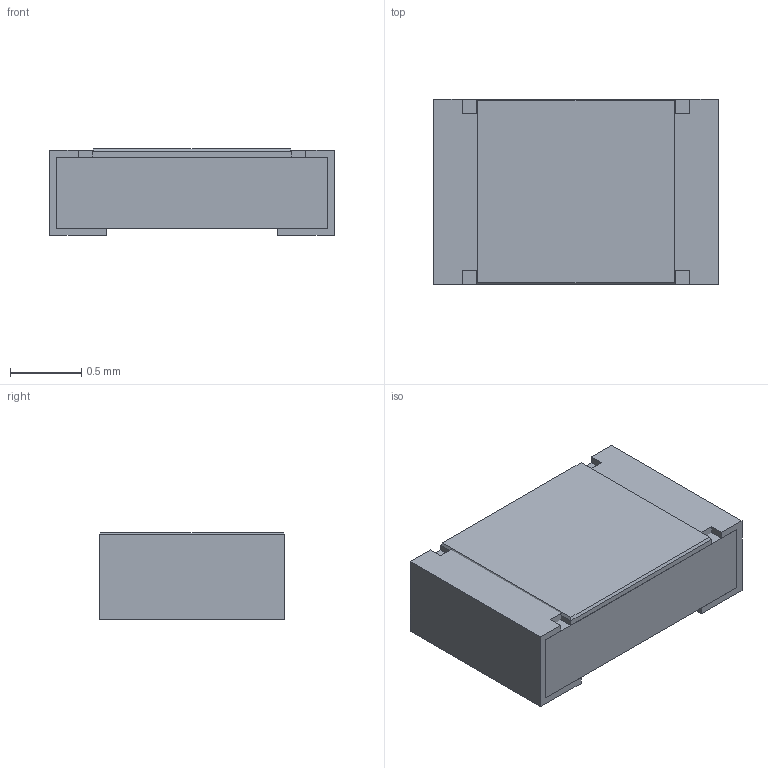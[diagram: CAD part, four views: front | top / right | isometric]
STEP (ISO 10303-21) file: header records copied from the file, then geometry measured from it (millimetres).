
FILE_DESCRIPTION (( 'STEP AP214' ), '1' );
FILE_NAME ('res0805.STEP', '2022-02-28T02:54:12', ( '' ), ( '' ), 'SwSTEP 2.0', 'SolidWorks 2021', '' );
FILE_SCHEMA (( 'AUTOMOTIVE_DESIGN' ));
Length unit declared in the file: millimetre
Products named in the file (5): 3D_3D啎擬_2022-02-28.step; R0805.step; U5.step; COMPOUND.step; res0805
Assembly tree (4 placements, depth 5):
  res0805
    3D_3D啎擬_2022-02-28.step
      U5.step
        R0805.step
          COMPOUND.step
Bounding box: 2 x 1.3 x 0.61 mm (x, y, z)
Surface area: 21.1 mm2
Topology: 3 solids, 3 shells, 105 faces, 272 edges, 180 vertices
Faces by surface type: plane 91, bspline 14
Entity records: 4216 total; most frequent: CARTESIAN_POINT 1365, ORIENTED_EDGE 544, DIRECTION 446, EDGE_CURVE 272, LINE 244, VECTOR 244, VERTEX_POINT 180, EDGE_LOOP 112
